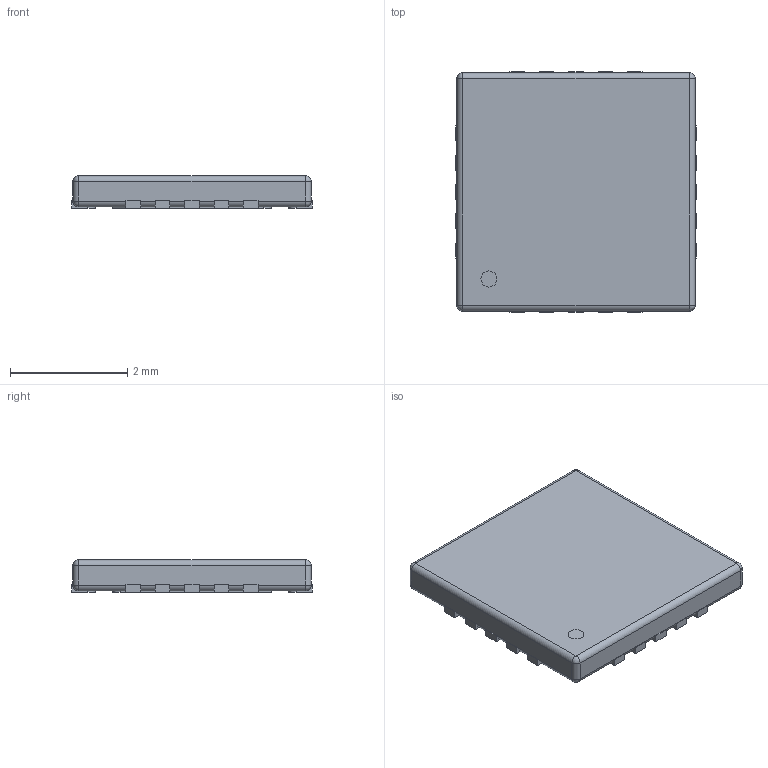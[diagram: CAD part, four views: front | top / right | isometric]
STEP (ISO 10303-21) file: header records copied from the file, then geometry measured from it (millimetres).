
FILE_DESCRIPTION(('STEP AP214'), '1');
FILE_NAME('MO-220', '2021-01-23T07:10:25', ('AF'), (''), 'UNSPECIFIED', 'UNSPECIFIED', '');
FILE_SCHEMA(('AUTOMOTIVE_DESIGN { 1 0 10303 214 3 1 1}'));
Length unit declared in the file: millimetre
Bounding box: 4.1 x 4.1 x 0.55 mm (x, y, z)
Surface area: 62.7 mm2
Topology: 22 solids, 22 shells, 157 faces, 405 edges, 306 vertices
Faces by surface type: plane 114, cylinder 35, sphere 8
Entity records: 6113 total; most frequent: DIRECTION 824, CARTESIAN_POINT 756, ORIENTED_EDGE 626, EDGE_CURVE 313, LINE 286, VECTOR 286, AXIS2_PLACEMENT_3D 269, VERTEX_POINT 201
